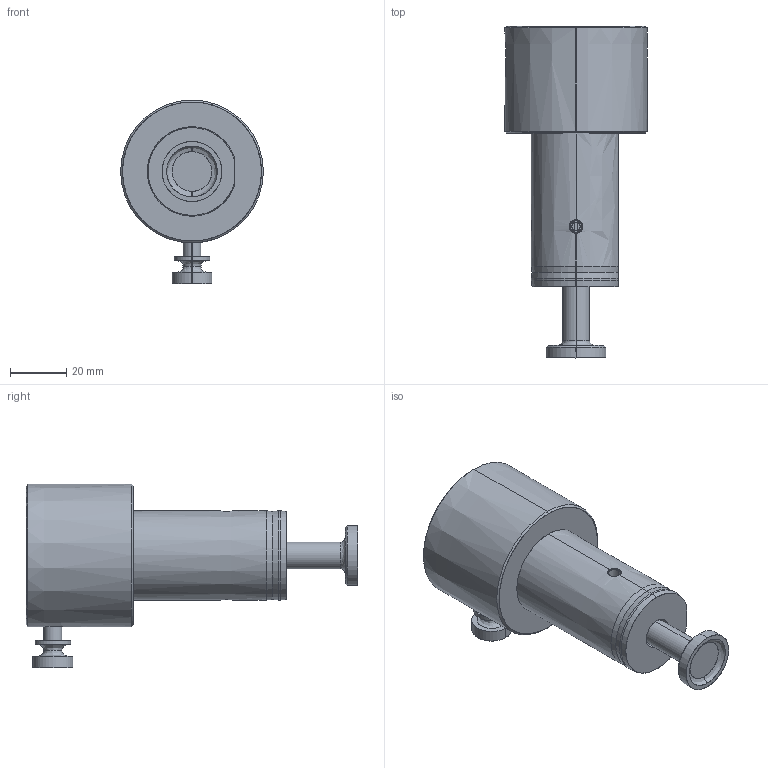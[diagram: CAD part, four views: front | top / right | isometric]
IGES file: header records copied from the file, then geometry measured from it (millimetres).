
Start section: SolidWorks IGES file using analytic representation for surfaces
Global section: file name: TP112-50-80.IGS; native system: SolidWorks 2007; preprocessor: SolidWorks 2007; author: tmiller; date: 080913.130725; units: inch
Bounding box: 50.8 x 118.05 x 65.4 mm (x, y, z)
Surface area: 23128.9 mm2 (no closed solid volume)
Topology: 0 solids, 0 shells, 114 faces, 1298 edges, 1295 vertices
Faces by surface type: revolution 73, bspline 41
